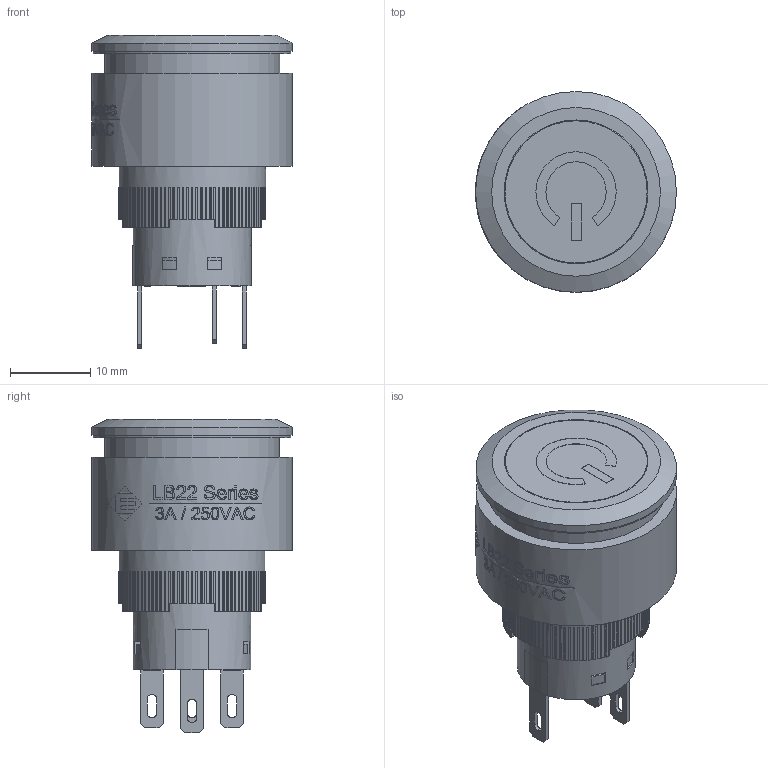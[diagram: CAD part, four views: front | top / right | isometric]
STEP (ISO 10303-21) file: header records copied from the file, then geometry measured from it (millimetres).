
FILE_DESCRIPTION(/* description */ (''),/* implementation_level */ '2;1');
FILE_NAME(/* name */ 'LB22F2xx65xx.stp',/* time_stamp */ '2022-08-18T15:59:11-05:00',/* author */ ('mroman'),/* organization */ (''),/* preprocessor_version */ 'ST-DEVELOPER v18.1',/* originating_system */ 'Autodesk Inventor 2020',/* authorisation */ '');
FILE_SCHEMA (('AUTOMOTIVE_DESIGN { 1 0 10303 214 3 1 1 }'));
Length unit declared in the file: millimetre
Products named in the file (1): LB22F2xx65xx
Bounding box: 25.01 x 25 x 38.99 mm (x, y, z)
Volume: 6602.3 mm3; surface area: 8484.4 mm2
Topology: 2 solids, 2 shells, 1005 faces, 2861 edges, 1908 vertices
Faces by surface type: plane 722, bspline 185, cylinder 91, torus 4, cone 3
Full cylindrical faces by diameter (mm): 13.3 x1, 13.394 x1, 14.7 x1, 15.3 x1, 16 x1, 16.1 x1, 16.12 x2, 16.2 x2, 16.4 x1, 17.9 x1, 17.904 x1, 18.3 x1, 21.8 x1, 22.1 x1, 24.6 x1, 25 x2
Entity records: 36828 total; most frequent: CARTESIAN_POINT 11265, ORIENTED_EDGE 5722, DIRECTION 4699, EDGE_CURVE 2861, VERTEX_POINT 1908, LINE 1881, VECTOR 1881, AXIS2_PLACEMENT_3D 1409
